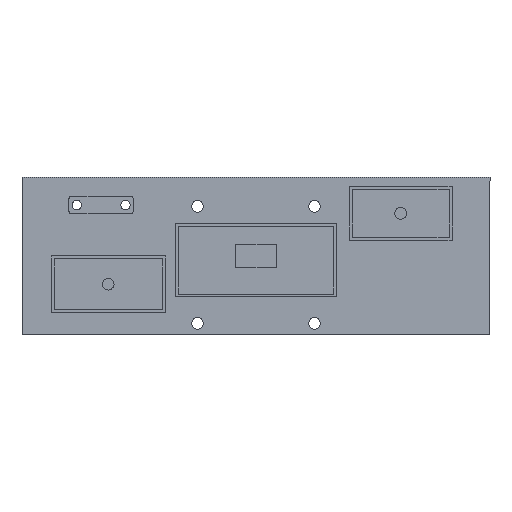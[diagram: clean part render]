
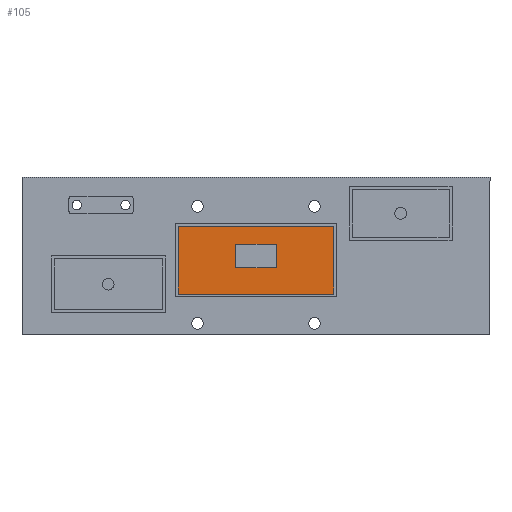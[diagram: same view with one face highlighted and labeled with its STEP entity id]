
A CAD part, front view. The second image highlights one B-rep face of the part: STEP entity #105.
In plain terms, the highlighted planar face has unit normal (0, -1, 0).
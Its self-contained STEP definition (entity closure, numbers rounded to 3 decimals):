
#105=ADVANCED_FACE('',(#533,#535),#537,.F.);
#533=FACE_BOUND('',#534,.T.);
#534=EDGE_LOOP('',(#834,#835,#836,#837));
#535=FACE_BOUND('',#536,.T.);
#536=EDGE_LOOP('',(#838,#839,#840,#841));
#537=PLANE('',#538);
#538=AXIS2_PLACEMENT_3D('',#539,#540,#541);
#539=CARTESIAN_POINT('',(0.,0.,0.));
#540=DIRECTION('',(0.,1.,0.));
#541=DIRECTION('',(-1.,0.,0.));
#834=ORIENTED_EDGE('',*,*,#984,.F.);
#835=ORIENTED_EDGE('',*,*,#982,.F.);
#836=ORIENTED_EDGE('',*,*,#979,.F.);
#837=ORIENTED_EDGE('',*,*,#986,.F.);
#838=ORIENTED_EDGE('',*,*,#988,.F.);
#839=ORIENTED_EDGE('',*,*,#989,.F.);
#840=ORIENTED_EDGE('',*,*,#990,.F.);
#841=ORIENTED_EDGE('',*,*,#991,.F.);
#979=EDGE_CURVE('',#1197,#1198,#1199,.T.);
#982=EDGE_CURVE('',#1198,#1202,#1203,.T.);
#984=EDGE_CURVE('',#1202,#1205,#1206,.T.);
#986=EDGE_CURVE('',#1205,#1197,#1208,.T.);
#988=EDGE_CURVE('',#1211,#1212,#1213,.F.);
#989=EDGE_CURVE('',#1214,#1211,#1215,.F.);
#990=EDGE_CURVE('',#1216,#1214,#1217,.F.);
#991=EDGE_CURVE('',#1212,#1216,#1218,.F.);
#1197=VERTEX_POINT('',#1679);
#1198=VERTEX_POINT('',#1680);
#1199=LINE('',#1681,#1682);
#1202=VERTEX_POINT('',#1690);
#1203=LINE('',#1691,#1692);
#1205=VERTEX_POINT('',#1697);
#1206=LINE('',#1698,#1699);
#1208=LINE('',#1704,#1705);
#1211=VERTEX_POINT('',#1712);
#1212=VERTEX_POINT('',#1713);
#1213=LINE('',#1714,#1715);
#1214=VERTEX_POINT('',#1717);
#1215=LINE('',#1718,#1719);
#1216=VERTEX_POINT('',#1721);
#1217=LINE('',#1722,#1723);
#1218=LINE('',#1725,#1726);
#1679=CARTESIAN_POINT('',(26.65,0.,-13.));
#1680=CARTESIAN_POINT('',(-26.65,0.,-13.));
#1681=CARTESIAN_POINT('',(26.65,0.,-13.));
#1682=VECTOR('',#1683,1.);
#1683=DIRECTION('',(-1.,0.,0.));
#1690=CARTESIAN_POINT('',(-26.65,0.,10.));
#1691=CARTESIAN_POINT('',(-26.65,0.,-13.));
#1692=VECTOR('',#1693,1.);
#1693=DIRECTION('',(0.,0.,1.));
#1697=CARTESIAN_POINT('',(26.65,0.,10.));
#1698=CARTESIAN_POINT('',(-26.65,0.,10.));
#1699=VECTOR('',#1700,1.);
#1700=DIRECTION('',(1.,0.,0.));
#1704=CARTESIAN_POINT('',(26.65,0.,10.));
#1705=VECTOR('',#1706,1.);
#1706=DIRECTION('',(0.,0.,-1.));
#1712=CARTESIAN_POINT('',(-7.,0.,-4.));
#1713=CARTESIAN_POINT('',(7.,0.,-4.));
#1714=CARTESIAN_POINT('',(7.,0.,-4.));
#1715=VECTOR('',#1716,1.);
#1716=DIRECTION('',(-1.,0.,0.));
#1717=CARTESIAN_POINT('',(-7.,0.,4.));
#1718=CARTESIAN_POINT('',(-7.,0.,-4.));
#1719=VECTOR('',#1720,1.);
#1720=DIRECTION('',(0.,0.,1.));
#1721=CARTESIAN_POINT('',(7.,0.,4.));
#1722=CARTESIAN_POINT('',(-7.,0.,4.));
#1723=VECTOR('',#1724,1.);
#1724=DIRECTION('',(1.,0.,0.));
#1725=CARTESIAN_POINT('',(7.,0.,4.));
#1726=VECTOR('',#1727,1.);
#1727=DIRECTION('',(0.,0.,-1.));
